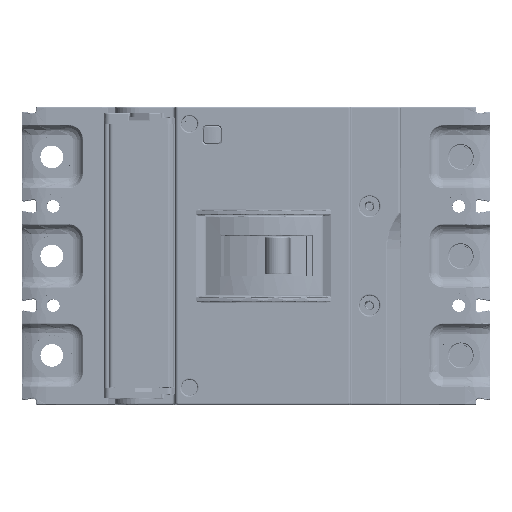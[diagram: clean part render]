
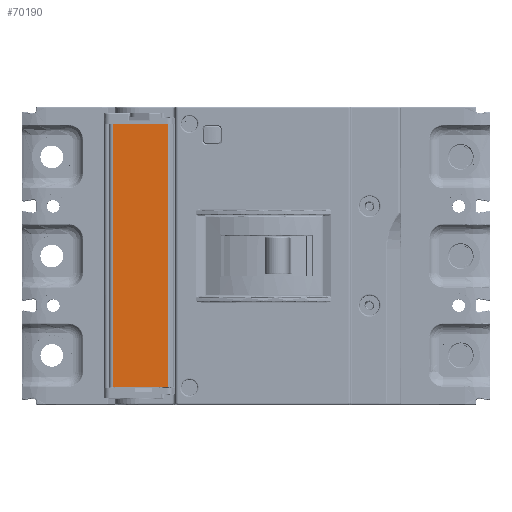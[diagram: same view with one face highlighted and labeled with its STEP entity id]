
A CAD part, top view. The second image highlights one B-rep face of the part: STEP entity #70190.
In plain terms, the highlighted planar face has unit normal (0, 0, 1).
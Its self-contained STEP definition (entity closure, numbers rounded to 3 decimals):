
#3383 = VECTOR ( 'NONE', #87163, 1000. ) ;
#11136 = EDGE_CURVE ( 'NONE', #317886, #276769, #239547, .T. ) ;
#37627 = EDGE_LOOP ( 'NONE', ( #56850, #105891, #164486, #338652 ) ) ;
#49243 = DIRECTION ( 'NONE',  ( 1., 0., 0. ) ) ;
#56850 = ORIENTED_EDGE ( 'NONE', *, *, #11136, .T. ) ;
#58822 = LINE ( 'NONE', #113941, #313263 ) ;
#66452 = DIRECTION ( 'NONE',  ( 0., 0., 1. ) ) ;
#70190 = ADVANCED_FACE ( 'NONE', ( #126851 ), #100169, .T. ) ;
#87163 = DIRECTION ( 'NONE',  ( 0., 1., 0. ) ) ;
#93161 = CARTESIAN_POINT ( 'NONE',  ( 39.25, 52.5, 68. ) ) ;
#100169 = PLANE ( 'NONE',  #203029 ) ;
#105298 = VECTOR ( 'NONE', #175675, 1000. ) ;
#105891 = ORIENTED_EDGE ( 'NONE', *, *, #142384, .T. ) ;
#106180 = VERTEX_POINT ( 'NONE', #287645 ) ;
#113941 = CARTESIAN_POINT ( 'NONE',  ( 39.25, 98.8, 68. ) ) ;
#124028 = LINE ( 'NONE', #205907, #105298 ) ;
#126478 = CARTESIAN_POINT ( 'NONE',  ( 51.386, 6.2, 68. ) ) ;
#126851 = FACE_OUTER_BOUND ( 'NONE', #37627, .T. ) ;
#142384 = EDGE_CURVE ( 'NONE', #276769, #250754, #254228, .T. ) ;
#161520 = CARTESIAN_POINT ( 'NONE',  ( 51.386, 98.8, 68. ) ) ;
#164486 = ORIENTED_EDGE ( 'NONE', *, *, #199206, .T. ) ;
#175675 = DIRECTION ( 'NONE',  ( 0., -1., 0. ) ) ;
#199206 = EDGE_CURVE ( 'NONE', #250754, #106180, #58822, .T. ) ;
#203029 = AXIS2_PLACEMENT_3D ( 'NONE', #93161, #66452, #338516 ) ;
#205907 = CARTESIAN_POINT ( 'NONE',  ( 32., 52.5, 68. ) ) ;
#224242 = DIRECTION ( 'NONE',  ( -1., 0., 0. ) ) ;
#239547 = LINE ( 'NONE', #292829, #337066 ) ;
#250754 = VERTEX_POINT ( 'NONE', #161520 ) ;
#254228 = LINE ( 'NONE', #305782, #3383 ) ;
#261256 = EDGE_CURVE ( 'NONE', #106180, #317886, #124028, .T. ) ;
#276769 = VERTEX_POINT ( 'NONE', #126478 ) ;
#287645 = CARTESIAN_POINT ( 'NONE',  ( 32., 98.8, 68. ) ) ;
#292829 = CARTESIAN_POINT ( 'NONE',  ( 39.25, 6.2, 68. ) ) ;
#305782 = CARTESIAN_POINT ( 'NONE',  ( 51.386, 52.5, 68. ) ) ;
#312060 = CARTESIAN_POINT ( 'NONE',  ( 32., 6.2, 68. ) ) ;
#313263 = VECTOR ( 'NONE', #224242, 1000. ) ;
#317886 = VERTEX_POINT ( 'NONE', #312060 ) ;
#337066 = VECTOR ( 'NONE', #49243, 1000. ) ;
#338516 = DIRECTION ( 'NONE',  ( 1., 0., 0. ) ) ;
#338652 = ORIENTED_EDGE ( 'NONE', *, *, #261256, .T. ) ;
